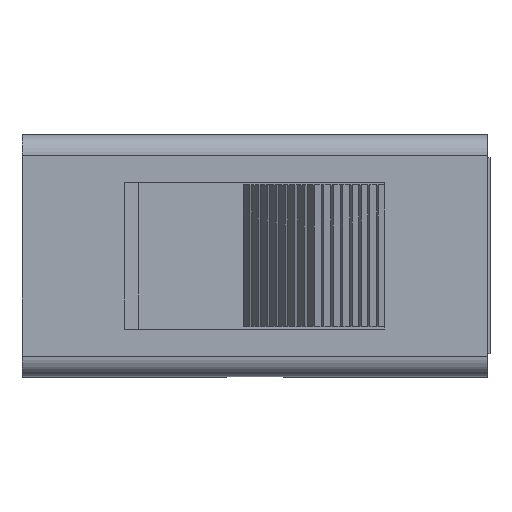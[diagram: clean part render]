
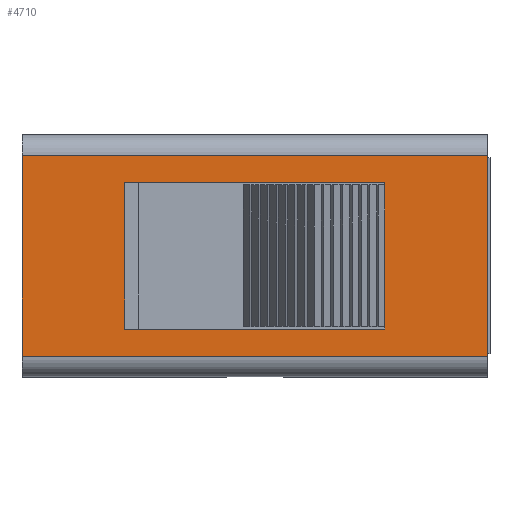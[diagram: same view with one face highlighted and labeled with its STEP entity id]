
A CAD part, top view. The second image highlights one B-rep face of the part: STEP entity #4710.
In plain terms, the highlighted planar face has unit normal (0, 0, 1).
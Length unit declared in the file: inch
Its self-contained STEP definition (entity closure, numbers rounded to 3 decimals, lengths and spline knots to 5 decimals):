
#2098=CARTESIAN_POINT('',(0.13976,0.07598,0.25));
#2099=VERTEX_POINT('',#2098);
#2100=CARTESIAN_POINT('',(0.13976,-0.07598,0.25));
#2101=VERTEX_POINT('',#2100);
#2102=CARTESIAN_POINT('',(0.13976,0.07598,0.25));
#2103=DIRECTION('',(0.0,-1.0,0.0));
#2104=VECTOR('',#2103,0.15197);
#2105=LINE('',#2102,#2104);
#2106=EDGE_CURVE('',#2099,#2101,#2105,.T.);
#3799=CARTESIAN_POINT('',(0.13976,0.07874,0.25));
#3800=VERTEX_POINT('',#3799);
#3801=CARTESIAN_POINT('',(0.13976,0.07874,0.25));
#3802=DIRECTION('',(0.0,-1.0,0.0));
#3803=VECTOR('',#3802,0.00276);
#3804=LINE('',#3801,#3803);
#3805=EDGE_CURVE('',#3800,#2099,#3804,.T.);
#3824=CARTESIAN_POINT('',(0.13976,-0.07874,0.25));
#3825=VERTEX_POINT('',#3824);
#3832=CARTESIAN_POINT('',(0.13976,-0.07598,0.25));
#3833=DIRECTION('',(0.0,-1.0,0.0));
#3834=VECTOR('',#3833,0.00276);
#3835=LINE('',#3832,#3834);
#3836=EDGE_CURVE('',#2101,#3825,#3835,.T.);
#4083=CARTESIAN_POINT('',(0.25,0.10787,0.25));
#4084=VERTEX_POINT('',#4083);
#4092=CARTESIAN_POINT('',(0.25,-0.10787,0.25));
#4093=VERTEX_POINT('',#4092);
#4094=CARTESIAN_POINT('',(0.25,0.10787,0.25));
#4095=DIRECTION('',(0.0,-1.0,0.0));
#4096=VECTOR('',#4095,0.21575);
#4097=LINE('',#4094,#4096);
#4098=EDGE_CURVE('',#4084,#4093,#4097,.T.);
#4642=CARTESIAN_POINT('',(-0.25,0.10787,0.25));
#4643=VERTEX_POINT('',#4642);
#4651=CARTESIAN_POINT('',(-0.25,0.10787,0.25));
#4652=DIRECTION('',(1.0,0.0,0.0));
#4653=VECTOR('',#4652,0.5);
#4654=LINE('',#4651,#4653);
#4655=EDGE_CURVE('',#4643,#4084,#4654,.T.);
#4660=CARTESIAN_POINT('',(-0.275,-0.11866,0.25));
#4661=DIRECTION('',(0.0,0.0,1.0));
#4662=DIRECTION('',(1.0,0.0,0.0));
#4663=AXIS2_PLACEMENT_3D('',#4660,#4661,#4662);
#4664=PLANE('',#4663);
#4665=ORIENTED_EDGE('',*,*,#4655,.F.);
#4666=CARTESIAN_POINT('',(-0.25,-0.10787,0.25));
#4667=VERTEX_POINT('',#4666);
#4668=CARTESIAN_POINT('',(-0.25,-0.10787,0.25));
#4669=DIRECTION('',(0.0,1.0,0.0));
#4670=VECTOR('',#4669,0.21575);
#4671=LINE('',#4668,#4670);
#4672=EDGE_CURVE('',#4667,#4643,#4671,.T.);
#4673=ORIENTED_EDGE('',*,*,#4672,.F.);
#4674=CARTESIAN_POINT('',(0.25,-0.10787,0.25));
#4675=DIRECTION('',(-1.0,0.0,0.0));
#4676=VECTOR('',#4675,0.5);
#4677=LINE('',#4674,#4676);
#4678=EDGE_CURVE('',#4093,#4667,#4677,.T.);
#4679=ORIENTED_EDGE('',*,*,#4678,.F.);
#4680=ORIENTED_EDGE('',*,*,#4098,.F.);
#4681=EDGE_LOOP('',(#4665,#4673,#4679,#4680));
#4682=FACE_OUTER_BOUND('',#4681,.T.);
#4683=ORIENTED_EDGE('',*,*,#3805,.T.);
#4684=ORIENTED_EDGE('',*,*,#2106,.T.);
#4685=ORIENTED_EDGE('',*,*,#3836,.T.);
#4686=CARTESIAN_POINT('',(-0.13976,-0.07874,0.25));
#4687=VERTEX_POINT('',#4686);
#4688=CARTESIAN_POINT('',(0.13976,-0.07874,0.25));
#4689=DIRECTION('',(-1.0,0.0,0.0));
#4690=VECTOR('',#4689,0.27953);
#4691=LINE('',#4688,#4690);
#4692=EDGE_CURVE('',#3825,#4687,#4691,.T.);
#4693=ORIENTED_EDGE('',*,*,#4692,.T.);
#4694=CARTESIAN_POINT('',(-0.13976,0.07874,0.25));
#4695=VERTEX_POINT('',#4694);
#4696=CARTESIAN_POINT('',(-0.13976,-0.07874,0.25));
#4697=DIRECTION('',(0.0,1.0,0.0));
#4698=VECTOR('',#4697,0.15748);
#4699=LINE('',#4696,#4698);
#4700=EDGE_CURVE('',#4687,#4695,#4699,.T.);
#4701=ORIENTED_EDGE('',*,*,#4700,.T.);
#4702=CARTESIAN_POINT('',(-0.13976,0.07874,0.25));
#4703=DIRECTION('',(1.0,0.0,0.0));
#4704=VECTOR('',#4703,0.27953);
#4705=LINE('',#4702,#4704);
#4706=EDGE_CURVE('',#4695,#3800,#4705,.T.);
#4707=ORIENTED_EDGE('',*,*,#4706,.T.);
#4708=EDGE_LOOP('',(#4683,#4684,#4685,#4693,#4701,#4707));
#4709=FACE_BOUND('',#4708,.T.);
#4710=ADVANCED_FACE('',(#4682,#4709),#4664,.T.);
